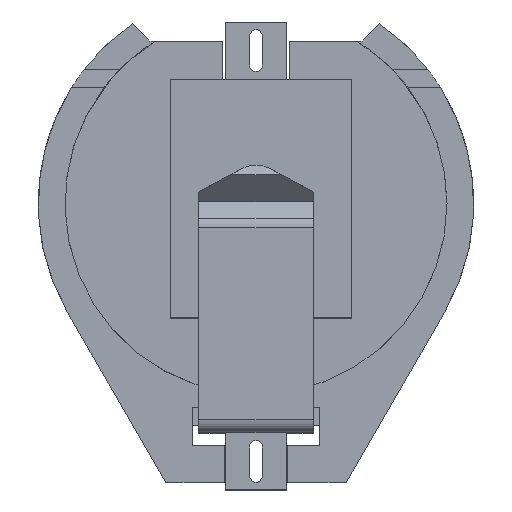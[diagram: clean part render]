
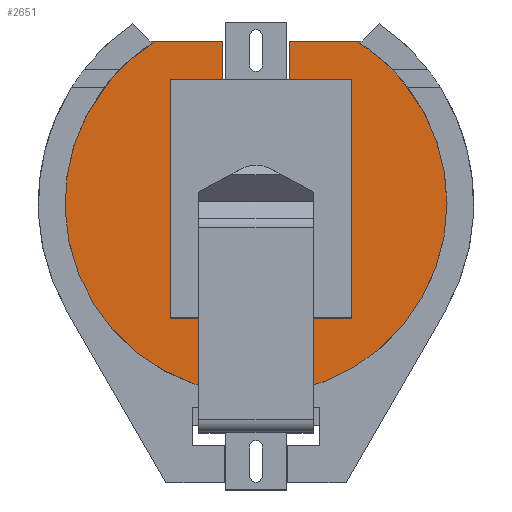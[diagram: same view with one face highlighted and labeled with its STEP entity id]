
A CAD part, top view. The second image highlights one B-rep face of the part: STEP entity #2651.
In plain terms, the highlighted planar face has unit normal (0, 0, 1).
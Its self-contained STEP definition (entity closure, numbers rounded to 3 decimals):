
#391 = PLANE('',#392);
#392 = AXIS2_PLACEMENT_3D('',#393,#394,#395);
#393 = CARTESIAN_POINT('',(1.75,8.5,0.));
#394 = DIRECTION('',(0.,1.,0.));
#395 = DIRECTION('',(1.,0.,0.));
#503 = PLANE('',#504);
#504 = AXIS2_PLACEMENT_3D('',#505,#506,#507);
#505 = CARTESIAN_POINT('',(-5.55,8.5,0.));
#506 = DIRECTION('',(0.,1.,0.));
#507 = DIRECTION('',(1.,0.,0.));
#725 = CYLINDRICAL_SURFACE('',#726,10.);
#726 = AXIS2_PLACEMENT_3D('',#727,#728,#729);
#727 = CARTESIAN_POINT('',(0.,0.,9.5));
#728 = DIRECTION('',(0.,0.,1.));
#729 = DIRECTION('',(1.,0.,0.));
#1627 = VERTEX_POINT('',#1628);
#1628 = CARTESIAN_POINT('',(-5.268,8.5,2.7));
#1649 = EDGE_CURVE('',#1650,#1627,#1652,.T.);
#1650 = VERTEX_POINT('',#1651);
#1651 = CARTESIAN_POINT('',(-1.75,8.5,2.7));
#1652 = SURFACE_CURVE('',#1653,(#1657,#1664),.PCURVE_S1.);
#1653 = LINE('',#1654,#1655);
#1654 = CARTESIAN_POINT('',(-2.775,8.5,2.7));
#1655 = VECTOR('',#1656,1.);
#1656 = DIRECTION('',(-1.,0.,0.));
#1657 = PCURVE('',#503,#1658);
#1658 = DEFINITIONAL_REPRESENTATION('',(#1659),#1663);
#1659 = LINE('',#1660,#1661);
#1660 = CARTESIAN_POINT('',(2.775,-2.7));
#1661 = VECTOR('',#1662,1.);
#1662 = DIRECTION('',(-1.,0.));
#1663 = ( GEOMETRIC_REPRESENTATION_CONTEXT(2) 
PARAMETRIC_REPRESENTATION_CONTEXT() REPRESENTATION_CONTEXT('2D SPACE',''
  ) );
#1664 = PCURVE('',#1665,#1670);
#1665 = PLANE('',#1666);
#1666 = AXIS2_PLACEMENT_3D('',#1667,#1668,#1669);
#1667 = CARTESIAN_POINT('',(0.,0.,2.7));
#1668 = DIRECTION('',(0.,0.,1.));
#1669 = DIRECTION('',(0.,1.,0.));
#1670 = DEFINITIONAL_REPRESENTATION('',(#1671),#1675);
#1671 = LINE('',#1672,#1673);
#1672 = CARTESIAN_POINT('',(8.5,2.775));
#1673 = VECTOR('',#1674,1.);
#1674 = DIRECTION('',(0.,1.));
#1675 = ( GEOMETRIC_REPRESENTATION_CONTEXT(2) 
PARAMETRIC_REPRESENTATION_CONTEXT() REPRESENTATION_CONTEXT('2D SPACE',''
  ) );
#1693 = PLANE('',#1694);
#1694 = AXIS2_PLACEMENT_3D('',#1695,#1696,#1697);
#1695 = CARTESIAN_POINT('',(-1.75,5.,0.));
#1696 = DIRECTION('',(-1.,0.,0.));
#1697 = DIRECTION('',(0.,1.,0.));
#1930 = VERTEX_POINT('',#1931);
#1931 = CARTESIAN_POINT('',(1.75,8.5,2.7));
#1945 = PLANE('',#1946);
#1946 = AXIS2_PLACEMENT_3D('',#1947,#1948,#1949);
#1947 = CARTESIAN_POINT('',(1.75,8.5,0.));
#1948 = DIRECTION('',(1.,0.,0.));
#1949 = DIRECTION('',(0.,-1.,0.));
#1957 = EDGE_CURVE('',#1958,#1930,#1960,.T.);
#1958 = VERTEX_POINT('',#1959);
#1959 = CARTESIAN_POINT('',(5.268,8.5,2.7));
#1960 = SURFACE_CURVE('',#1961,(#1965,#1972),.PCURVE_S1.);
#1961 = LINE('',#1962,#1963);
#1962 = CARTESIAN_POINT('',(0.875,8.5,2.7));
#1963 = VECTOR('',#1964,1.);
#1964 = DIRECTION('',(-1.,0.,0.));
#1965 = PCURVE('',#391,#1966);
#1966 = DEFINITIONAL_REPRESENTATION('',(#1967),#1971);
#1967 = LINE('',#1968,#1969);
#1968 = CARTESIAN_POINT('',(-0.875,-2.7));
#1969 = VECTOR('',#1970,1.);
#1970 = DIRECTION('',(-1.,0.));
#1971 = ( GEOMETRIC_REPRESENTATION_CONTEXT(2) 
PARAMETRIC_REPRESENTATION_CONTEXT() REPRESENTATION_CONTEXT('2D SPACE',''
  ) );
#1972 = PCURVE('',#1665,#1973);
#1973 = DEFINITIONAL_REPRESENTATION('',(#1974),#1978);
#1974 = LINE('',#1975,#1976);
#1975 = CARTESIAN_POINT('',(8.5,-0.875));
#1976 = VECTOR('',#1977,1.);
#1977 = DIRECTION('',(0.,1.));
#1978 = ( GEOMETRIC_REPRESENTATION_CONTEXT(2) 
PARAMETRIC_REPRESENTATION_CONTEXT() REPRESENTATION_CONTEXT('2D SPACE',''
  ) );
#2567 = PLANE('',#2568);
#2568 = AXIS2_PLACEMENT_3D('',#2569,#2570,#2571);
#2569 = CARTESIAN_POINT('',(1.75,5.,0.));
#2570 = DIRECTION('',(0.,-1.,0.));
#2571 = DIRECTION('',(-1.,0.,0.));
#2608 = VERTEX_POINT('',#2609);
#2609 = CARTESIAN_POINT('',(-1.75,5.,2.7));
#2630 = EDGE_CURVE('',#1650,#2608,#2631,.T.);
#2631 = SURFACE_CURVE('',#2632,(#2636,#2643),.PCURVE_S1.);
#2632 = LINE('',#2633,#2634);
#2633 = CARTESIAN_POINT('',(-1.75,2.5,2.7));
#2634 = VECTOR('',#2635,1.);
#2635 = DIRECTION('',(0.,-1.,0.));
#2636 = PCURVE('',#1693,#2637);
#2637 = DEFINITIONAL_REPRESENTATION('',(#2638),#2642);
#2638 = LINE('',#2639,#2640);
#2639 = CARTESIAN_POINT('',(-2.5,-2.7));
#2640 = VECTOR('',#2641,1.);
#2641 = DIRECTION('',(-1.,0.));
#2642 = ( GEOMETRIC_REPRESENTATION_CONTEXT(2) 
PARAMETRIC_REPRESENTATION_CONTEXT() REPRESENTATION_CONTEXT('2D SPACE',''
  ) );
#2643 = PCURVE('',#1665,#2644);
#2644 = DEFINITIONAL_REPRESENTATION('',(#2645),#2649);
#2645 = LINE('',#2646,#2647);
#2646 = CARTESIAN_POINT('',(2.5,1.75));
#2647 = VECTOR('',#2648,1.);
#2648 = DIRECTION('',(-1.,0.));
#2649 = ( GEOMETRIC_REPRESENTATION_CONTEXT(2) 
PARAMETRIC_REPRESENTATION_CONTEXT() REPRESENTATION_CONTEXT('2D SPACE',''
  ) );
#2651 = ADVANCED_FACE('',(#2652),#1665,.T.);
#2652 = FACE_BOUND('',#2653,.T.);
#2653 = EDGE_LOOP('',(#2654,#2678,#2700,#2701,#2724,#2745,#2746));
#2654 = ORIENTED_EDGE('',*,*,#2655,.T.);
#2655 = EDGE_CURVE('',#1627,#2656,#2658,.T.);
#2656 = VERTEX_POINT('',#2657);
#2657 = CARTESIAN_POINT('',(10.,0.,2.7));
#2658 = SURFACE_CURVE('',#2659,(#2664,#2671),.PCURVE_S1.);
#2659 = CIRCLE('',#2660,10.);
#2660 = AXIS2_PLACEMENT_3D('',#2661,#2662,#2663);
#2661 = CARTESIAN_POINT('',(0.,0.,2.7));
#2662 = DIRECTION('',(0.,0.,1.));
#2663 = DIRECTION('',(1.,0.,0.));
#2664 = PCURVE('',#1665,#2665);
#2665 = DEFINITIONAL_REPRESENTATION('',(#2666),#2670);
#2666 = CIRCLE('',#2667,10.);
#2667 = AXIS2_PLACEMENT_2D('',#2668,#2669);
#2668 = CARTESIAN_POINT('',(0.,0.));
#2669 = DIRECTION('',(0.,-1.));
#2670 = ( GEOMETRIC_REPRESENTATION_CONTEXT(2) 
PARAMETRIC_REPRESENTATION_CONTEXT() REPRESENTATION_CONTEXT('2D SPACE',''
  ) );
#2671 = PCURVE('',#725,#2672);
#2672 = DEFINITIONAL_REPRESENTATION('',(#2673),#2677);
#2673 = LINE('',#2674,#2675);
#2674 = CARTESIAN_POINT('',(0.,-6.8));
#2675 = VECTOR('',#2676,1.);
#2676 = DIRECTION('',(1.,0.));
#2677 = ( GEOMETRIC_REPRESENTATION_CONTEXT(2) 
PARAMETRIC_REPRESENTATION_CONTEXT() REPRESENTATION_CONTEXT('2D SPACE',''
  ) );
#2678 = ORIENTED_EDGE('',*,*,#2679,.T.);
#2679 = EDGE_CURVE('',#2656,#1958,#2680,.T.);
#2680 = SURFACE_CURVE('',#2681,(#2686,#2693),.PCURVE_S1.);
#2681 = CIRCLE('',#2682,10.);
#2682 = AXIS2_PLACEMENT_3D('',#2683,#2684,#2685);
#2683 = CARTESIAN_POINT('',(0.,0.,2.7));
#2684 = DIRECTION('',(0.,0.,1.));
#2685 = DIRECTION('',(1.,0.,0.));
#2686 = PCURVE('',#1665,#2687);
#2687 = DEFINITIONAL_REPRESENTATION('',(#2688),#2692);
#2688 = CIRCLE('',#2689,10.);
#2689 = AXIS2_PLACEMENT_2D('',#2690,#2691);
#2690 = CARTESIAN_POINT('',(0.,0.));
#2691 = DIRECTION('',(0.,-1.));
#2692 = ( GEOMETRIC_REPRESENTATION_CONTEXT(2) 
PARAMETRIC_REPRESENTATION_CONTEXT() REPRESENTATION_CONTEXT('2D SPACE',''
  ) );
#2693 = PCURVE('',#725,#2694);
#2694 = DEFINITIONAL_REPRESENTATION('',(#2695),#2699);
#2695 = LINE('',#2696,#2697);
#2696 = CARTESIAN_POINT('',(6.283,-6.8));
#2697 = VECTOR('',#2698,1.);
#2698 = DIRECTION('',(1.,0.));
#2699 = ( GEOMETRIC_REPRESENTATION_CONTEXT(2) 
PARAMETRIC_REPRESENTATION_CONTEXT() REPRESENTATION_CONTEXT('2D SPACE',''
  ) );
#2700 = ORIENTED_EDGE('',*,*,#1957,.T.);
#2701 = ORIENTED_EDGE('',*,*,#2702,.F.);
#2702 = EDGE_CURVE('',#2703,#1930,#2705,.T.);
#2703 = VERTEX_POINT('',#2704);
#2704 = CARTESIAN_POINT('',(1.75,5.,2.7));
#2705 = SURFACE_CURVE('',#2706,(#2710,#2717),.PCURVE_S1.);
#2706 = LINE('',#2707,#2708);
#2707 = CARTESIAN_POINT('',(1.75,4.25,2.7));
#2708 = VECTOR('',#2709,1.);
#2709 = DIRECTION('',(0.,1.,0.));
#2710 = PCURVE('',#1665,#2711);
#2711 = DEFINITIONAL_REPRESENTATION('',(#2712),#2716);
#2712 = LINE('',#2713,#2714);
#2713 = CARTESIAN_POINT('',(4.25,-1.75));
#2714 = VECTOR('',#2715,1.);
#2715 = DIRECTION('',(1.,0.));
#2716 = ( GEOMETRIC_REPRESENTATION_CONTEXT(2) 
PARAMETRIC_REPRESENTATION_CONTEXT() REPRESENTATION_CONTEXT('2D SPACE',''
  ) );
#2717 = PCURVE('',#1945,#2718);
#2718 = DEFINITIONAL_REPRESENTATION('',(#2719),#2723);
#2719 = LINE('',#2720,#2721);
#2720 = CARTESIAN_POINT('',(4.25,-2.7));
#2721 = VECTOR('',#2722,1.);
#2722 = DIRECTION('',(-1.,0.));
#2723 = ( GEOMETRIC_REPRESENTATION_CONTEXT(2) 
PARAMETRIC_REPRESENTATION_CONTEXT() REPRESENTATION_CONTEXT('2D SPACE',''
  ) );
#2724 = ORIENTED_EDGE('',*,*,#2725,.F.);
#2725 = EDGE_CURVE('',#2608,#2703,#2726,.T.);
#2726 = SURFACE_CURVE('',#2727,(#2731,#2738),.PCURVE_S1.);
#2727 = LINE('',#2728,#2729);
#2728 = CARTESIAN_POINT('',(0.875,5.,2.7));
#2729 = VECTOR('',#2730,1.);
#2730 = DIRECTION('',(1.,0.,0.));
#2731 = PCURVE('',#1665,#2732);
#2732 = DEFINITIONAL_REPRESENTATION('',(#2733),#2737);
#2733 = LINE('',#2734,#2735);
#2734 = CARTESIAN_POINT('',(5.,-0.875));
#2735 = VECTOR('',#2736,1.);
#2736 = DIRECTION('',(0.,-1.));
#2737 = ( GEOMETRIC_REPRESENTATION_CONTEXT(2) 
PARAMETRIC_REPRESENTATION_CONTEXT() REPRESENTATION_CONTEXT('2D SPACE',''
  ) );
#2738 = PCURVE('',#2567,#2739);
#2739 = DEFINITIONAL_REPRESENTATION('',(#2740),#2744);
#2740 = LINE('',#2741,#2742);
#2741 = CARTESIAN_POINT('',(0.875,-2.7));
#2742 = VECTOR('',#2743,1.);
#2743 = DIRECTION('',(-1.,0.));
#2744 = ( GEOMETRIC_REPRESENTATION_CONTEXT(2) 
PARAMETRIC_REPRESENTATION_CONTEXT() REPRESENTATION_CONTEXT('2D SPACE',''
  ) );
#2745 = ORIENTED_EDGE('',*,*,#2630,.F.);
#2746 = ORIENTED_EDGE('',*,*,#1649,.T.);
